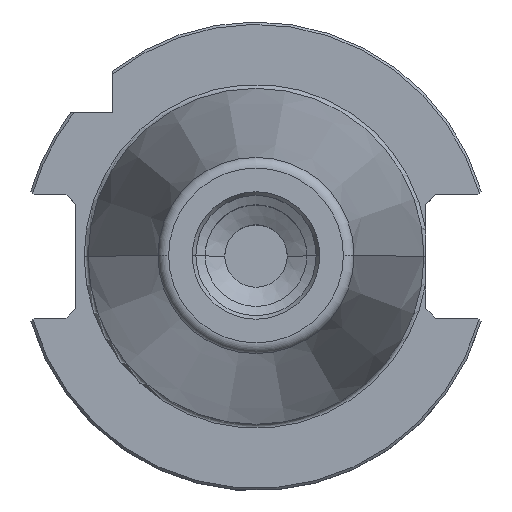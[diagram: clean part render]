
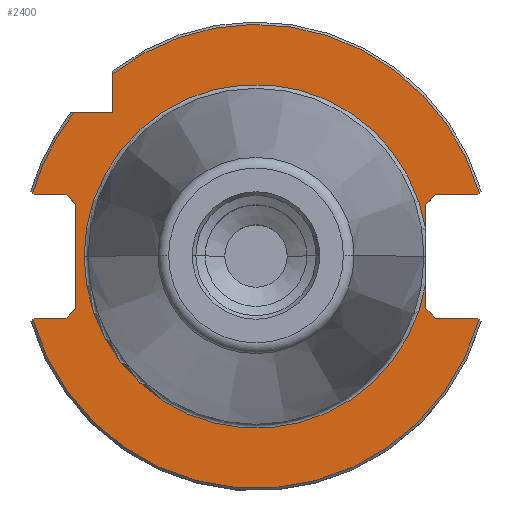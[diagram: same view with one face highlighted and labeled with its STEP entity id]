
A CAD part, top view. The second image highlights one B-rep face of the part: STEP entity #2400.
In plain terms, the highlighted planar face has unit normal (0, 0, 1).
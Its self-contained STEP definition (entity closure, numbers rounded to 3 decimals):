
#918=VERTEX_POINT('NONE',#2654);
#956=VERTEX_POINT('NONE',#2696);
#962=EDGE_CURVE('NONE',#1730,#2462,#2702,.T.);
#1038=VERTEX_POINT('NONE',#2791);
#1054=EDGE_CURVE('NONE',#1208,#1408,#2809,.T.);
#1062=VERTEX_POINT('NONE',#2817);
#1078=EDGE_CURVE('NONE',#1312,#1208,#2833,.T.);
#1102=EDGE_CURVE('NONE',#2096,#1312,#2860,.T.);
#1128=EDGE_CURVE('NONE',#1856,#1354,#2889,.T.);
#1194=EDGE_CURVE('NONE',#1564,#1676,#2965,.T.);
#1208=VERTEX_POINT('NONE',#2979);
#1254=VERTEX_POINT('NONE',#3030);
#1262=EDGE_CURVE('NONE',#1354,#2096,#3038,.T.);
#1312=VERTEX_POINT('NONE',#3090);
#1326=VERTEX_POINT('NONE',#3106);
#1354=VERTEX_POINT('NONE',#3136);
#1386=EDGE_CURVE('NONE',#2540,#2592,#3171,.T.);
#1406=VERTEX_POINT('NONE',#3193);
#1408=VERTEX_POINT('NONE',#3195);
#1506=EDGE_CURVE('NONE',#1408,#2540,#3303,.T.);
#1508=EDGE_CURVE('NONE',#1564,#1038,#3305,.T.);
#1534=EDGE_CURVE('NONE',#2516,#2210,#3334,.T.);
#1564=VERTEX_POINT('NONE',#3367);
#1588=EDGE_CURVE('NONE',#1730,#1406,#3393,.T.);
#1616=EDGE_CURVE('NONE',#2592,#1038,#3425,.T.);
#1624=EDGE_CURVE('NONE',#918,#956,#3434,.T.);
#1676=VERTEX_POINT('NONE',#3491);
#1722=EDGE_CURVE('NONE',#1326,#1856,#3546,.T.);
#1730=VERTEX_POINT('NONE',#3554);
#1856=VERTEX_POINT('NONE',#3694);
#1956=EDGE_CURVE('NONE',#956,#1062,#3803,.T.);
#2058=EDGE_CURVE('NONE',#918,#1254,#3919,.T.);
#2096=VERTEX_POINT('NONE',#3962);
#2168=EDGE_CURVE('NONE',#2528,#1326,#4044,.T.);
#2210=VERTEX_POINT('NONE',#4090);
#2278=EDGE_CURVE('NONE',#2210,#2528,#4165,.T.);
#2398=EDGE_CURVE('NONE',#1676,#1062,#4298,.T.);
#2400=ADVANCED_FACE('NONE',(#4300),#4301,.T.);
#2420=EDGE_CURVE('NONE',#1254,#2462,#4321,.T.);
#2462=VERTEX_POINT('NONE',#4367);
#2510=EDGE_CURVE('NONE',#1406,#2516,#4421,.T.);
#2516=VERTEX_POINT('NONE',#4427);
#2528=VERTEX_POINT('NONE',#4439);
#2540=VERTEX_POINT('NONE',#4452);
#2592=VERTEX_POINT('NONE',#4508);
#2654=CARTESIAN_POINT('',(35.3,5.494,-3.2));
#2696=CARTESIAN_POINT('',(-35.725,0.,-3.2));
#2702=LINE('',#4652,#4653);
#2791=CARTESIAN_POINT('',(46.066,-12.85,-3.2));
#2809=LINE('',#4800,#4801);
#2817=CARTESIAN_POINT('',(35.3,-5.494,-3.2));
#2833=LINE('',#4838,#4839);
#2860=LINE('',#4877,#4878);
#2889=LINE('',#4912,#4913);
#2965=LINE('',#5014,#5015);
#2979=CARTESIAN_POINT('',(-39.5,-12.85,-3.2));
#3030=CARTESIAN_POINT('',(35.3,10.85,-3.2));
#3038=LINE('',#5136,#5137);
#3090=CARTESIAN_POINT('',(-37.5,-10.85,-3.2));
#3106=CARTESIAN_POINT('',(-46.39,13.175,-3.2));
#3136=CARTESIAN_POINT('',(-39.5,12.85,-3.2));
#3171=CIRCLE('',#5385,48.225);
#3193=CARTESIAN_POINT('',(46.39,13.175,-3.2));
#3195=CARTESIAN_POINT('',(-46.066,-12.85,-3.2));
#3303=LINE('',#5617,#5618);
#3305=LINE('',#5621,#5622);
#3334=LINE('',#5661,#5662);
#3367=CARTESIAN_POINT('',(37.3,-12.85,-3.2));
#3393=LINE('',#5802,#5803);
#3425=LINE('',#5844,#5845);
#3434=CIRCLE('',#5855,35.725);
#3491=CARTESIAN_POINT('',(35.3,-10.85,-3.2));
#3546=LINE('',#6024,#6025);
#3554=CARTESIAN_POINT('',(46.066,12.85,-3.2));
#3694=CARTESIAN_POINT('',(-46.066,12.85,-3.2));
#3803=CIRCLE('',#6395,35.725);
#3919=LINE('',#6559,#6560);
#3962=CARTESIAN_POINT('',(-37.5,10.85,-3.2));
#4044=CIRCLE('',#6769,48.225);
#4090=CARTESIAN_POINT('',(-29.85,29.85,-3.2));
#4165=LINE('',#6944,#6945);
#4298=LINE('',#7139,#7140);
#4300=FACE_OUTER_BOUND('',#7142,.T.);
#4301=PLANE('',#7143);
#4321=LINE('',#7179,#7180);
#4367=CARTESIAN_POINT('',(37.3,12.85,-3.2));
#4421=CIRCLE('',#7324,48.225);
#4427=CARTESIAN_POINT('',(-29.85,37.876,-3.2));
#4439=CARTESIAN_POINT('',(-37.876,29.85,-3.2));
#4452=CARTESIAN_POINT('',(-46.39,-13.175,-3.2));
#4508=CARTESIAN_POINT('',(46.39,-13.175,-3.2));
#4652=CARTESIAN_POINT('',(0.,12.85,-3.2));
#4653=VECTOR('',#7573,1000.0);
#4800=CARTESIAN_POINT('',(0.,-12.85,-3.2));
#4801=VECTOR('',#7712,1000.0);
#4838=CARTESIAN_POINT('',(-37.5,-10.85,-3.2));
#4839=VECTOR('',#7721,1000.0);
#4877=CARTESIAN_POINT('',(-37.5,-35.725,-3.2));
#4878=VECTOR('',#7756,1000.0);
#4912=CARTESIAN_POINT('',(0.,12.85,-3.2));
#4913=VECTOR('',#7796,1000.0);
#5014=CARTESIAN_POINT('',(37.3,-12.85,-3.2));
#5015=VECTOR('',#7897,1000.0);
#5136=CARTESIAN_POINT('',(-37.5,10.85,-3.2));
#5137=VECTOR('',#7958,1000.0);
#5385=AXIS2_PLACEMENT_3D('',#8078,#8079,#8080);
#5617=CARTESIAN_POINT('',(-46.916,-13.7,-3.2));
#5618=VECTOR('',#8224,1000.0);
#5621=CARTESIAN_POINT('',(0.,-12.85,-3.2));
#5622=VECTOR('',#8225,1000.0);
#5661=CARTESIAN_POINT('',(-29.85,-35.725,-3.2));
#5662=VECTOR('',#8270,1000.0);
#5802=CARTESIAN_POINT('',(46.916,13.7,-3.2));
#5803=VECTOR('',#8338,1000.0);
#5844=CARTESIAN_POINT('',(45.916,-12.7,-3.2));
#5845=VECTOR('',#8388,1000.0);
#5855=AXIS2_PLACEMENT_3D('',#8397,#8398,#8399);
#6024=CARTESIAN_POINT('',(-46.916,13.7,-3.2));
#6025=VECTOR('',#8542,1000.0);
#6395=AXIS2_PLACEMENT_3D('',#8839,#8840,#8841);
#6559=CARTESIAN_POINT('',(35.3,-35.725,-3.2));
#6560=VECTOR('',#8991,1000.0);
#6769=AXIS2_PLACEMENT_3D('',#9168,#9169,#9170);
#6944=CARTESIAN_POINT('',(0.,29.85,-3.2));
#6945=VECTOR('',#9303,1000.0);
#7139=CARTESIAN_POINT('',(35.3,-35.725,-3.2));
#7140=VECTOR('',#9454,1000.0);
#7142=EDGE_LOOP('',(#9456,#9457,#9458,#9459,#9460,#9461,#9462,#9463,#9464,#9465,#9466,#9467,#9468,#9469,#9470,#9471,#9472,#9473,#9474,#9475,#9476,#9477));
#7143=AXIS2_PLACEMENT_3D('',#9478,#9479,#9480);
#7179=CARTESIAN_POINT('',(37.3,12.85,-3.2));
#7180=VECTOR('',#9489,1000.0);
#7324=AXIS2_PLACEMENT_3D('',#9605,#9606,#9607);
#7573=DIRECTION('',(-1.0,0.,0.0));
#7712=DIRECTION('',(-1.0,0.,0.0));
#7721=DIRECTION('',(-0.707,-0.707,0.0));
#7756=DIRECTION('',(0.,-1.0,0.0));
#7796=DIRECTION('',(1.0,0.,-0.0));
#7897=DIRECTION('',(-0.707,0.707,0.0));
#7958=DIRECTION('',(0.707,-0.707,-0.0));
#8078=CARTESIAN_POINT('',(0.0,0.0,-3.2));
#8079=DIRECTION('',(0.0,0.0,1.0));
#8080=DIRECTION('',(-1.0,0.,0.0));
#8224=DIRECTION('',(-0.707,-0.707,0.0));
#8225=DIRECTION('',(1.0,0.,-0.0));
#8270=DIRECTION('',(0.,-1.0,0.0));
#8338=DIRECTION('',(0.707,0.707,0.0));
#8388=DIRECTION('',(-0.707,0.707,0.0));
#8397=CARTESIAN_POINT('',(0.0,0.0,-3.2));
#8398=DIRECTION('',(0.0,0.0,1.0));
#8399=DIRECTION('',(-1.0,0.,0.0));
#8542=DIRECTION('',(0.707,-0.707,-0.0));
#8839=CARTESIAN_POINT('',(0.0,0.0,-3.2));
#8840=DIRECTION('',(0.0,0.0,1.0));
#8841=DIRECTION('',(-1.0,0.,0.0));
#8991=DIRECTION('',(0.,1.0,0.0));
#9168=CARTESIAN_POINT('',(0.0,0.0,-3.2));
#9169=DIRECTION('',(0.0,0.0,1.0));
#9170=DIRECTION('',(-1.0,0.,0.0));
#9303=DIRECTION('',(-1.0,0.,0.0));
#9454=DIRECTION('',(0.,1.0,0.0));
#9456=ORIENTED_EDGE('',*,*,#1588,.T.);
#9457=ORIENTED_EDGE('',*,*,#2510,.T.);
#9458=ORIENTED_EDGE('',*,*,#1534,.T.);
#9459=ORIENTED_EDGE('',*,*,#2278,.T.);
#9460=ORIENTED_EDGE('',*,*,#2168,.T.);
#9461=ORIENTED_EDGE('',*,*,#1722,.T.);
#9462=ORIENTED_EDGE('',*,*,#1128,.T.);
#9463=ORIENTED_EDGE('',*,*,#1262,.T.);
#9464=ORIENTED_EDGE('',*,*,#1102,.T.);
#9465=ORIENTED_EDGE('',*,*,#1078,.T.);
#9466=ORIENTED_EDGE('',*,*,#1054,.T.);
#9467=ORIENTED_EDGE('',*,*,#1506,.T.);
#9468=ORIENTED_EDGE('',*,*,#1386,.T.);
#9469=ORIENTED_EDGE('',*,*,#1616,.T.);
#9470=ORIENTED_EDGE('',*,*,#1508,.F.);
#9471=ORIENTED_EDGE('',*,*,#1194,.T.);
#9472=ORIENTED_EDGE('',*,*,#2398,.T.);
#9473=ORIENTED_EDGE('',*,*,#1956,.F.);
#9474=ORIENTED_EDGE('',*,*,#1624,.F.);
#9475=ORIENTED_EDGE('',*,*,#2058,.T.);
#9476=ORIENTED_EDGE('',*,*,#2420,.T.);
#9477=ORIENTED_EDGE('',*,*,#962,.F.);
#9478=CARTESIAN_POINT('',(0.,-35.725,-3.2));
#9479=DIRECTION('',(0.0,0.0,1.0));
#9480=DIRECTION('',(-1.0,0.,0.0));
#9489=DIRECTION('',(0.707,0.707,0.0));
#9605=CARTESIAN_POINT('',(0.0,0.0,-3.2));
#9606=DIRECTION('',(0.0,0.0,1.0));
#9607=DIRECTION('',(-1.0,0.,0.0));
